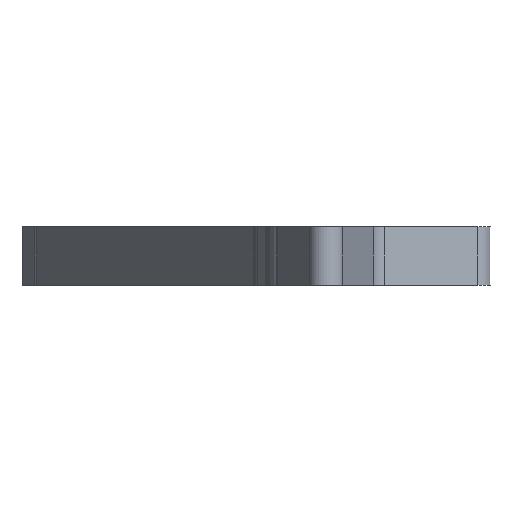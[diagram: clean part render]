
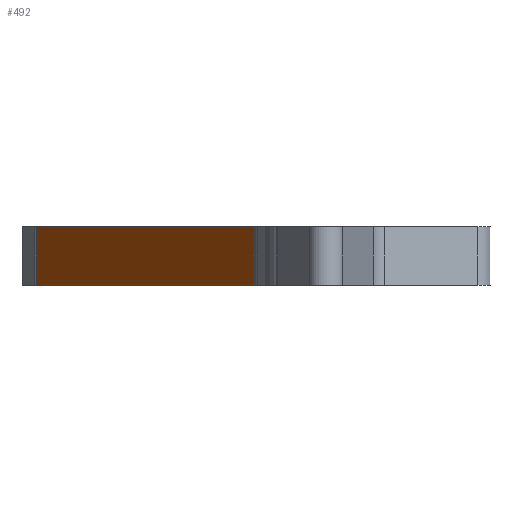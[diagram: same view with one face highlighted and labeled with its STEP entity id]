
A CAD part, front view. The second image highlights one B-rep face of the part: STEP entity #492.
In plain terms, the highlighted planar face has unit normal (-0.956, -0.294, 0).
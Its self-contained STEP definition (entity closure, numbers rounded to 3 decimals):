
#185 = VERTEX_POINT ( 'NONE', #3176 ) ;
#191 = CARTESIAN_POINT ( 'NONE',  ( 61.055, -36.765, 10. ) ) ;
#210 = CARTESIAN_POINT ( 'NONE',  ( 61.055, -36.765, 10. ) ) ;
#237 = LINE ( 'NONE', #210, #563 ) ;
#291 = CARTESIAN_POINT ( 'NONE',  ( 61.055, -36.765, 10. ) ) ;
#406 = EDGE_CURVE ( 'NONE', #185, #4634, #867, .T. ) ;
#479 = VECTOR ( 'NONE', #3537, 1000. ) ;
#492 = ADVANCED_FACE ( 'NONE', ( #4291 ), #2841, .F. ) ;
#540 = CARTESIAN_POINT ( 'NONE',  ( 98.969, -159.816, 0. ) ) ;
#563 = VECTOR ( 'NONE', #4330, 1000. ) ;
#867 = LINE ( 'NONE', #1978, #4489 ) ;
#926 = CARTESIAN_POINT ( 'NONE',  ( 98.969, -159.816, 10. ) ) ;
#1068 = EDGE_CURVE ( 'NONE', #3300, #4234, #237, .T. ) ;
#1080 = DIRECTION ( 'NONE',  ( 0., 0., -1. ) ) ;
#1573 = ORIENTED_EDGE ( 'NONE', *, *, #3091, .T. ) ;
#1724 = DIRECTION ( 'NONE',  ( -0.294, 0.956, 0. ) ) ;
#1978 = CARTESIAN_POINT ( 'NONE',  ( 61.055, -36.765, 0. ) ) ;
#2070 = EDGE_CURVE ( 'NONE', #4234, #4634, #2804, .T. ) ;
#2212 = VECTOR ( 'NONE', #1080, 1000. ) ;
#2431 = ORIENTED_EDGE ( 'NONE', *, *, #406, .T. ) ;
#2577 = EDGE_LOOP ( 'NONE', ( #2431, #3428, #4603, #1573 ) ) ;
#2804 = LINE ( 'NONE', #926, #479 ) ;
#2841 = PLANE ( 'NONE',  #3864 ) ;
#3091 = EDGE_CURVE ( 'NONE', #3300, #185, #3717, .T. ) ;
#3176 = CARTESIAN_POINT ( 'NONE',  ( 61.055, -36.765, 0. ) ) ;
#3300 = VERTEX_POINT ( 'NONE', #4266 ) ;
#3428 = ORIENTED_EDGE ( 'NONE', *, *, #2070, .F. ) ;
#3537 = DIRECTION ( 'NONE',  ( 0., 0., -1. ) ) ;
#3593 = DIRECTION ( 'NONE',  ( 0.956, 0.294, 0. ) ) ;
#3717 = LINE ( 'NONE', #291, #2212 ) ;
#3763 = DIRECTION ( 'NONE',  ( 0.294, -0.956, 0. ) ) ;
#3864 = AXIS2_PLACEMENT_3D ( 'NONE', #191, #3593, #1724 ) ;
#4062 = CARTESIAN_POINT ( 'NONE',  ( 98.969, -159.816, 10. ) ) ;
#4234 = VERTEX_POINT ( 'NONE', #4062 ) ;
#4266 = CARTESIAN_POINT ( 'NONE',  ( 61.055, -36.765, 10. ) ) ;
#4291 = FACE_OUTER_BOUND ( 'NONE', #2577, .T. ) ;
#4330 = DIRECTION ( 'NONE',  ( 0.294, -0.956, 0. ) ) ;
#4489 = VECTOR ( 'NONE', #3763, 1000. ) ;
#4603 = ORIENTED_EDGE ( 'NONE', *, *, #1068, .F. ) ;
#4634 = VERTEX_POINT ( 'NONE', #540 ) ;
